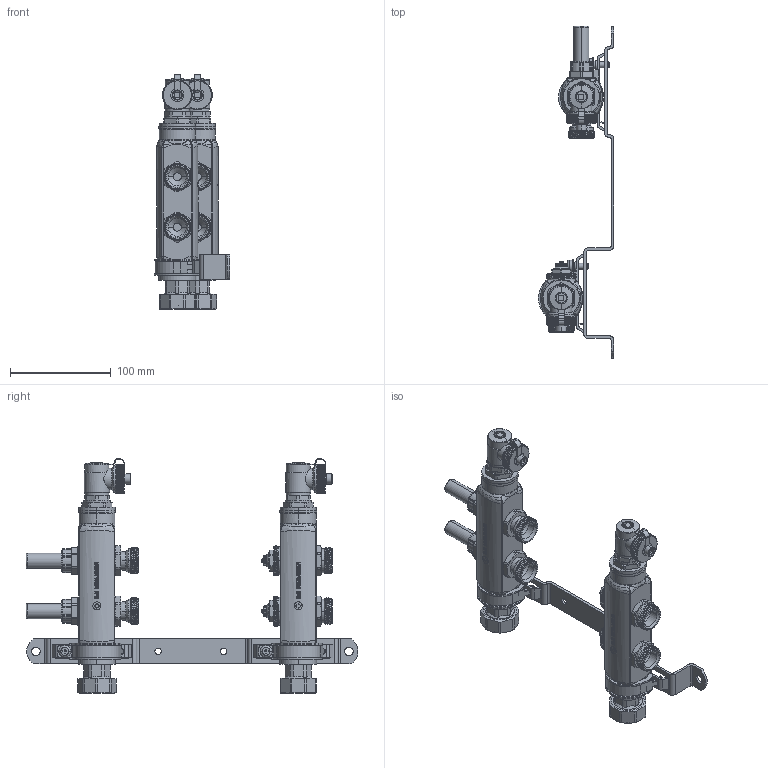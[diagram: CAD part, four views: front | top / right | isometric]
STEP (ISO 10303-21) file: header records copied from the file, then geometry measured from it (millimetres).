
FILE_DESCRIPTION((''),'2;1');
FILE_NAME('9340-02-800_VEREINFAC_SW0001','2016-10-24T',('marann'),(''),'PRO/ENGINEER BY PARAMETRIC TECHNOLOGY CORPORATION, 2011490','PRO/ENGINEER BY PARAMETRIC TECHNOLOGY CORPORATION, 2011490','');
FILE_SCHEMA(('CONFIG_CONTROL_DESIGN'));
Products named in the file (1): 9340-02-800_VEREINFAC_SW0001
Bounding box: 74.75 x 329.7 x 232.8 mm (x, y, z)
Volume: 275101.9 mm3; surface area: 179955.1 mm2
Topology: 5 solids, 8 shells, 2867 faces, 7638 edges, 4905 vertices
Faces by surface type: plane 1248, cylinder 1028, bspline 288, cone 210, torus 93
Entity records: 126138 total; most frequent: CARTESIAN_POINT 56487, ORIENTED_EDGE 15276, DIRECTION 13784, EDGE_CURVE 7638, AXIS2_PLACEMENT_3D 5091, VERTEX_POINT 4905, VECTOR 3602, LINE 3602
